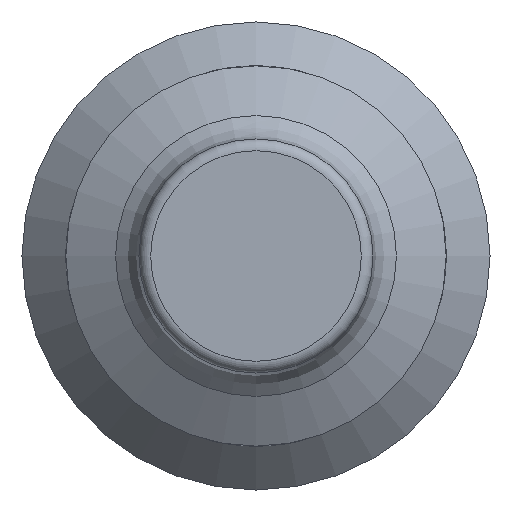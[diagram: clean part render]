
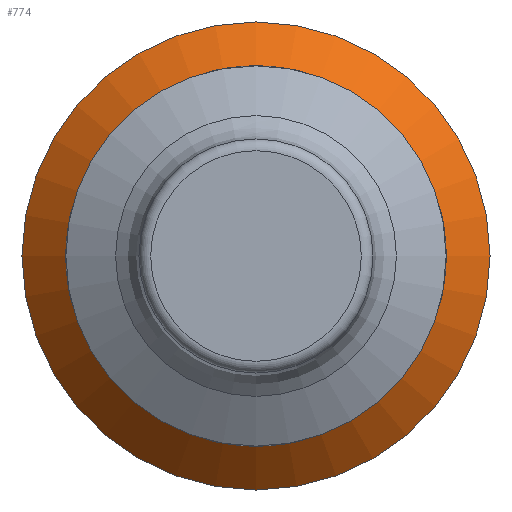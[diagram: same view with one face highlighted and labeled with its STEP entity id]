
A CAD part, left-side view. The second image highlights one B-rep face of the part: STEP entity #774.
In plain terms, the highlighted conical face has half-angle 45 degrees and reference radius 3.25 mm.
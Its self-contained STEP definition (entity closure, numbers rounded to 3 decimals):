
#774 = ADVANCED_FACE('',(#775),#788,.T.);
#775 = FACE_BOUND('',#776,.T.);
#776 = EDGE_LOOP('',(#777,#798,#820,#836,#850));
#777 = ORIENTED_EDGE('',*,*,#778,.F.);
#778 = EDGE_CURVE('',#779,#779,#781,.T.);
#779 = VERTEX_POINT('',#780);
#780 = CARTESIAN_POINT('',(32.75,0.,-4.));
#781 = SURFACE_CURVE('',#782,(#787),.PCURVE_S1.);
#782 = CIRCLE('',#783,4.);
#783 = AXIS2_PLACEMENT_3D('',#784,#785,#786);
#784 = CARTESIAN_POINT('',(32.75,0.,0.));
#785 = DIRECTION('',(1.,-0.,0.));
#786 = DIRECTION('',(0.,0.,-1.));
#787 = PCURVE('',#788,#793);
#788 = CONICAL_SURFACE('',#789,3.25,0.785);
#789 = AXIS2_PLACEMENT_3D('',#790,#791,#792);
#790 = CARTESIAN_POINT('',(32.,0.,0.));
#791 = DIRECTION('',(1.,0.,0.));
#792 = DIRECTION('',(0.,0.,-1.));
#793 = DEFINITIONAL_REPRESENTATION('',(#794),#797);
#794 = B_SPLINE_CURVE_WITH_KNOTS('',1,(#795,#796),.UNSPECIFIED.,.F.,.F.,
  (2,2),(0.,6.283),.PIECEWISE_BEZIER_KNOTS.);
#795 = CARTESIAN_POINT('',(0.,0.75));
#796 = CARTESIAN_POINT('',(6.283,0.75));
#797 = ( GEOMETRIC_REPRESENTATION_CONTEXT(2) 
PARAMETRIC_REPRESENTATION_CONTEXT() REPRESENTATION_CONTEXT('2D SPACE',''
  ) );
#798 = ORIENTED_EDGE('',*,*,#799,.F.);
#799 = EDGE_CURVE('',#800,#779,#802,.T.);
#800 = VERTEX_POINT('',#801);
#801 = CARTESIAN_POINT('',(32.,0.,-3.25));
#802 = SEAM_CURVE('',#803,(#806,#813),.PCURVE_S1.);
#803 = B_SPLINE_CURVE_WITH_KNOTS('',1,(#804,#805),.UNSPECIFIED.,.F.,.F.,
  (2,2),(0.,1.061),.PIECEWISE_BEZIER_KNOTS.);
#804 = CARTESIAN_POINT('',(32.,0.,-3.25));
#805 = CARTESIAN_POINT('',(32.75,0.,-4.));
#806 = PCURVE('',#788,#807);
#807 = DEFINITIONAL_REPRESENTATION('',(#808),#812);
#808 = LINE('',#809,#810);
#809 = CARTESIAN_POINT('',(0.,0.));
#810 = VECTOR('',#811,1.);
#811 = DIRECTION('',(0.,1.));
#812 = ( GEOMETRIC_REPRESENTATION_CONTEXT(2) 
PARAMETRIC_REPRESENTATION_CONTEXT() REPRESENTATION_CONTEXT('2D SPACE',''
  ) );
#813 = PCURVE('',#788,#814);
#814 = DEFINITIONAL_REPRESENTATION('',(#815),#819);
#815 = LINE('',#816,#817);
#816 = CARTESIAN_POINT('',(6.283,0.));
#817 = VECTOR('',#818,1.);
#818 = DIRECTION('',(0.,1.));
#819 = ( GEOMETRIC_REPRESENTATION_CONTEXT(2) 
PARAMETRIC_REPRESENTATION_CONTEXT() REPRESENTATION_CONTEXT('2D SPACE',''
  ) );
#820 = ORIENTED_EDGE('',*,*,#821,.F.);
#821 = EDGE_CURVE('',#822,#800,#824,.T.);
#822 = VERTEX_POINT('',#823);
#823 = CARTESIAN_POINT('',(32.,0.,3.25));
#824 = SURFACE_CURVE('',#825,(#830),.PCURVE_S1.);
#825 = CIRCLE('',#826,3.25);
#826 = AXIS2_PLACEMENT_3D('',#827,#828,#829);
#827 = CARTESIAN_POINT('',(32.,0.,0.));
#828 = DIRECTION('',(-1.,0.,0.));
#829 = DIRECTION('',(0.,0.,1.));
#830 = PCURVE('',#788,#831);
#831 = DEFINITIONAL_REPRESENTATION('',(#832),#835);
#832 = B_SPLINE_CURVE_WITH_KNOTS('',1,(#833,#834),.UNSPECIFIED.,.F.,.F.,
  (2,2),(0.,6.283),.PIECEWISE_BEZIER_KNOTS.);
#833 = CARTESIAN_POINT('',(3.142,0.));
#834 = CARTESIAN_POINT('',(-3.142,0.));
#835 = ( GEOMETRIC_REPRESENTATION_CONTEXT(2) 
PARAMETRIC_REPRESENTATION_CONTEXT() REPRESENTATION_CONTEXT('2D SPACE',''
  ) );
#836 = ORIENTED_EDGE('',*,*,#837,.F.);
#837 = EDGE_CURVE('',#800,#822,#838,.T.);
#838 = SURFACE_CURVE('',#839,(#844),.PCURVE_S1.);
#839 = CIRCLE('',#840,3.25);
#840 = AXIS2_PLACEMENT_3D('',#841,#842,#843);
#841 = CARTESIAN_POINT('',(32.,0.,0.));
#842 = DIRECTION('',(-1.,0.,0.));
#843 = DIRECTION('',(0.,0.,1.));
#844 = PCURVE('',#788,#845);
#845 = DEFINITIONAL_REPRESENTATION('',(#846),#849);
#846 = B_SPLINE_CURVE_WITH_KNOTS('',1,(#847,#848),.UNSPECIFIED.,.F.,.F.,
  (2,2),(0.,6.283),.PIECEWISE_BEZIER_KNOTS.);
#847 = CARTESIAN_POINT('',(9.425,0.));
#848 = CARTESIAN_POINT('',(3.142,0.));
#849 = ( GEOMETRIC_REPRESENTATION_CONTEXT(2) 
PARAMETRIC_REPRESENTATION_CONTEXT() REPRESENTATION_CONTEXT('2D SPACE',''
  ) );
#850 = ORIENTED_EDGE('',*,*,#799,.T.);
